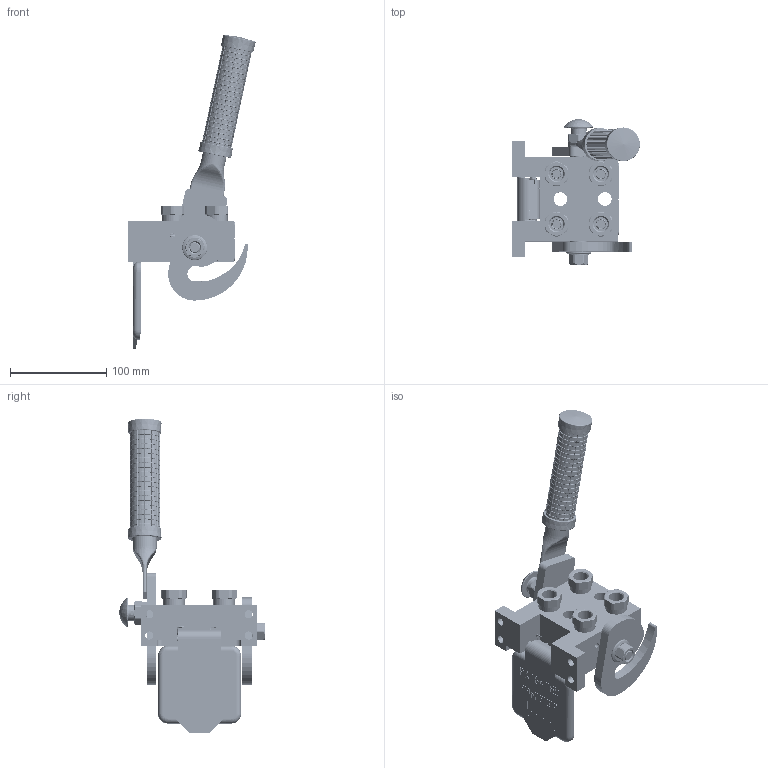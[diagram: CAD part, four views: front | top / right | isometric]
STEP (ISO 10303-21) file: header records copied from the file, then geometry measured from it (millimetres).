
FILE_DESCRIPTION (( 'STEP AP214' ), '1' );
FILE_NAME ('FASTER.step', '2025-12-17T10:47:27', ( '' ), ( '' ), 'SwSTEP 2.0', 'SolidWorks 2017', '' );
FILE_SCHEMA (( 'AUTOMOTIVE_DESIGN' ));
Length unit declared in the file: millimetre
Products named in the file (31): 4820_024_1003_000_ASM; 4820_024_1003_000; 4830_022_0000_011; FASTER; 4850_024_0000_012; or2x18; 4820_001_0004_000; 4820_024_1001_010; 4830_070_0000_001; 4830_025_2000_000; 4820_001_0001_004; curs_molla_14; 4121_072_0000_200; sicura_p5; P404_F_BASE; 1540_080_0012_000; et011; 4820_024_1002_011; 4820_024_1001_020; 4820_020_1000_000; 4830_025_0000_001; 0048_042_0412_000; 4820_024_1001_021; or1_5x7_m; 4121_014_0000_000; 2ffnb14-38gasf; 4830_001_0005_301; A_2ffnb14-38gasf; 4830_001_0005_300; 4830_025_1000_000
Assembly tree (34 placements, depth 4):
  FASTER
    P404_F_BASE
      4820_020_1000_000
      4820_001_0004_000
      4820_001_0001_004
      4830_001_0005_300
      4830_001_0005_301
      4830_025_1000_000
      4830_022_0000_011
      4830_070_0000_001
    A_2ffnb14-38gasf  x4
      curs_molla_14
        4121_014_0000_000
        4121_072_0000_200
      2ffnb14-38gasf
        2ffnb14-38gasf
    4820_024_1003_000
      4820_024_1003_000_ASM
        4820_024_1001_010
        4820_024_1001_021
        4820_024_1002_011
      sicura_p5
        4830_025_0000_001
        or1_5x7_m
        0048_042_0412_000
      4820_024_1001_020
      1540_080_0012_000
      4850_024_0000_012
      4830_025_2000_000
      or2x18  x2
    et011
Bounding box: 132.38 x 151.03 x 325.99 mm (x, y, z)
Volume: 177629.9 mm3; surface area: 232977 mm2
Topology: 33 solids, 77 shells, 5151 faces, 13808 edges, 8906 vertices
Faces by surface type: plane 2338, cylinder 1697, torus 474, bspline 348, cone 268, sphere 26
Entity records: 195539 total; most frequent: CARTESIAN_POINT 85993, ORIENTED_EDGE 23617, DIRECTION 19601, EDGE_CURVE 11880, VERTEX_POINT 7654, VECTOR 7097, LINE 7097, AXIS2_PLACEMENT_3D 6252
